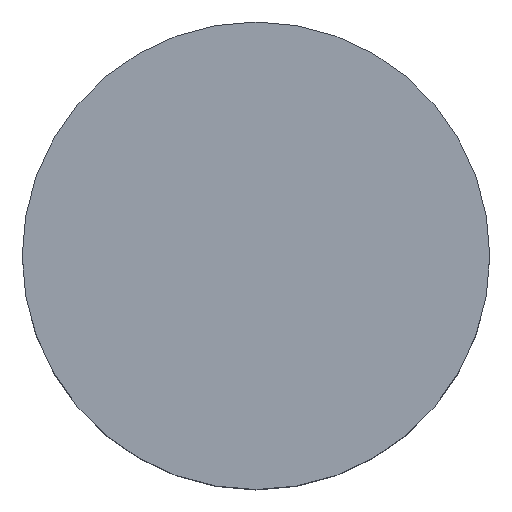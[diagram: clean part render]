
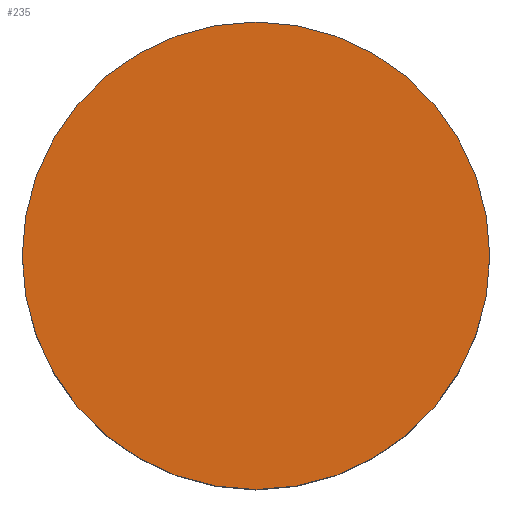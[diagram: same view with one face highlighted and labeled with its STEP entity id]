
A CAD part, top view. The second image highlights one B-rep face of the part: STEP entity #235.
In plain terms, the highlighted planar face has unit normal (0, 0, 1).
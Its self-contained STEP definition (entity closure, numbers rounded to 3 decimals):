
#7 = EDGE_CURVE ( 'NONE', #241, #80, #87, .T. ) ;
#20 = CARTESIAN_POINT ( 'NONE',  ( -2., 0., 0. ) ) ;
#59 = AXIS2_PLACEMENT_3D ( 'NONE', #91, #301, #300 ) ;
#63 = DIRECTION ( 'NONE',  ( 0., 0., 1. ) ) ;
#65 = CARTESIAN_POINT ( 'NONE',  ( 2., 0., 0. ) ) ;
#80 = VERTEX_POINT ( 'NONE', #20 ) ;
#87 = CIRCLE ( 'NONE', #97, 2. ) ;
#91 = CARTESIAN_POINT ( 'NONE',  ( 0., 0., 0. ) ) ;
#97 = AXIS2_PLACEMENT_3D ( 'NONE', #134, #218, #230 ) ;
#113 = ORIENTED_EDGE ( 'NONE', *, *, #7, .T. ) ;
#124 = EDGE_CURVE ( 'NONE', #80, #241, #141, .T. ) ;
#132 = AXIS2_PLACEMENT_3D ( 'NONE', #334, #63, #251 ) ;
#134 = CARTESIAN_POINT ( 'NONE',  ( 0., 0., 0. ) ) ;
#141 = CIRCLE ( 'NONE', #59, 2. ) ;
#154 = PLANE ( 'NONE',  #132 ) ;
#177 = FACE_OUTER_BOUND ( 'NONE', #247, .T. ) ;
#218 = DIRECTION ( 'NONE',  ( 0., 0., 1. ) ) ;
#230 = DIRECTION ( 'NONE',  ( 1., 0., 0. ) ) ;
#235 = ADVANCED_FACE ( 'NONE', ( #177 ), #154, .T. ) ;
#241 = VERTEX_POINT ( 'NONE', #65 ) ;
#247 = EDGE_LOOP ( 'NONE', ( #113, #322 ) ) ;
#251 = DIRECTION ( 'NONE',  ( 1., 0., 0. ) ) ;
#300 = DIRECTION ( 'NONE',  ( 1., 0., 0. ) ) ;
#301 = DIRECTION ( 'NONE',  ( 0., 0., 1. ) ) ;
#322 = ORIENTED_EDGE ( 'NONE', *, *, #124, .T. ) ;
#334 = CARTESIAN_POINT ( 'NONE',  ( 0., 0., 0. ) ) ;
